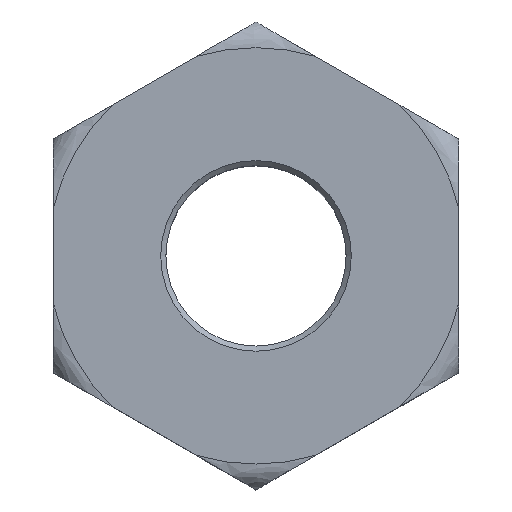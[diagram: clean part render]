
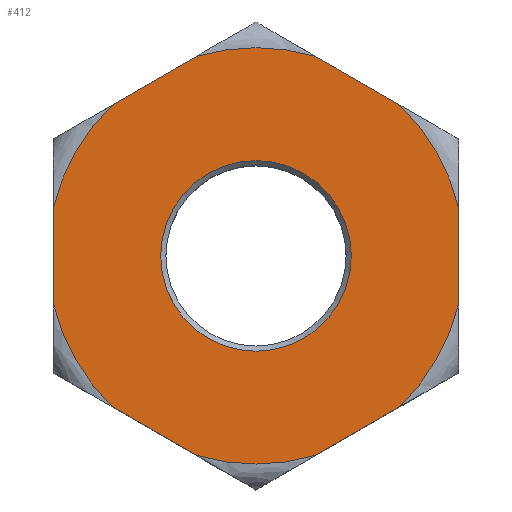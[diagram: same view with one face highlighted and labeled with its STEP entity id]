
A CAD part, top view. The second image highlights one B-rep face of the part: STEP entity #412.
In plain terms, the highlighted planar face has unit normal (0, 0, 1).
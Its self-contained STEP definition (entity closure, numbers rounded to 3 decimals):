
#56=FACE_BOUND('',#101,.T.);
#64=PLANE('',#461);
#76=FACE_OUTER_BOUND('',#100,.T.);
#100=EDGE_LOOP('',(#351,#352,#353,#354,#355,#356,#357,#358,#359,#360,#361,
#362));
#101=EDGE_LOOP('',(#363));
#124=LINE('',#661,#145);
#127=LINE('',#719,#148);
#129=LINE('',#786,#150);
#131=LINE('',#829,#152);
#133=LINE('',#884,#154);
#134=LINE('',#948,#155);
#145=VECTOR('',#527,1000.);
#148=VECTOR('',#532,1000.);
#150=VECTOR('',#536,1000.);
#152=VECTOR('',#540,1000.);
#154=VECTOR('',#544,1000.);
#155=VECTOR('',#547,1000.);
#160=CIRCLE('',#446,1.853);
#167=CIRCLE('',#462,4.046);
#168=CIRCLE('',#463,4.046);
#169=CIRCLE('',#464,4.046);
#170=CIRCLE('',#465,4.046);
#171=CIRCLE('',#466,4.046);
#172=CIRCLE('',#467,4.046);
#177=VERTEX_POINT('',#601);
#192=VERTEX_POINT('',#647);
#193=VERTEX_POINT('',#660);
#198=VERTEX_POINT('',#705);
#199=VERTEX_POINT('',#718);
#202=VERTEX_POINT('',#772);
#203=VERTEX_POINT('',#785);
#206=VERTEX_POINT('',#815);
#207=VERTEX_POINT('',#828);
#210=VERTEX_POINT('',#870);
#211=VERTEX_POINT('',#883);
#212=VERTEX_POINT('',#934);
#213=VERTEX_POINT('',#947);
#220=EDGE_CURVE('',#177,#177,#160,.T.);
#237=EDGE_CURVE('',#193,#192,#124,.T.);
#244=EDGE_CURVE('',#199,#198,#127,.T.);
#251=EDGE_CURVE('',#203,#202,#129,.T.);
#256=EDGE_CURVE('',#207,#206,#131,.T.);
#262=EDGE_CURVE('',#211,#210,#133,.T.);
#268=EDGE_CURVE('',#213,#212,#134,.T.);
#270=EDGE_CURVE('',#212,#193,#167,.T.);
#271=EDGE_CURVE('',#192,#199,#168,.T.);
#272=EDGE_CURVE('',#198,#203,#169,.T.);
#273=EDGE_CURVE('',#202,#207,#170,.T.);
#274=EDGE_CURVE('',#206,#211,#171,.T.);
#275=EDGE_CURVE('',#210,#213,#172,.T.);
#351=ORIENTED_EDGE('',*,*,#268,.T.);
#352=ORIENTED_EDGE('',*,*,#270,.T.);
#353=ORIENTED_EDGE('',*,*,#237,.T.);
#354=ORIENTED_EDGE('',*,*,#271,.T.);
#355=ORIENTED_EDGE('',*,*,#244,.T.);
#356=ORIENTED_EDGE('',*,*,#272,.T.);
#357=ORIENTED_EDGE('',*,*,#251,.T.);
#358=ORIENTED_EDGE('',*,*,#273,.T.);
#359=ORIENTED_EDGE('',*,*,#256,.T.);
#360=ORIENTED_EDGE('',*,*,#274,.T.);
#361=ORIENTED_EDGE('',*,*,#262,.T.);
#362=ORIENTED_EDGE('',*,*,#275,.T.);
#363=ORIENTED_EDGE('',*,*,#220,.F.);
#412=ADVANCED_FACE('',(#76,#56),#64,.T.);
#446=AXIS2_PLACEMENT_3D('',#603,#499,#500);
#461=AXIS2_PLACEMENT_3D('',#961,#548,#549);
#462=AXIS2_PLACEMENT_3D('',#962,#550,#551);
#463=AXIS2_PLACEMENT_3D('',#963,#552,#553);
#464=AXIS2_PLACEMENT_3D('',#964,#554,#555);
#465=AXIS2_PLACEMENT_3D('',#965,#556,#557);
#466=AXIS2_PLACEMENT_3D('',#966,#558,#559);
#467=AXIS2_PLACEMENT_3D('',#967,#560,#561);
#499=DIRECTION('center_axis',(0.,0.,1.));
#500=DIRECTION('ref_axis',(1.,0.,0.));
#527=DIRECTION('',(-0.866,0.5,0.));
#532=DIRECTION('',(-0.866,-0.5,0.));
#536=DIRECTION('',(0.,-1.,0.));
#540=DIRECTION('',(0.866,-0.5,0.));
#544=DIRECTION('',(0.866,0.5,0.));
#547=DIRECTION('',(0.,1.,0.));
#548=DIRECTION('center_axis',(0.,0.,1.));
#549=DIRECTION('ref_axis',(1.,0.,0.));
#550=DIRECTION('center_axis',(0.,0.,1.));
#551=DIRECTION('ref_axis',(1.,0.,0.));
#552=DIRECTION('center_axis',(0.,0.,1.));
#553=DIRECTION('ref_axis',(1.,0.,0.));
#554=DIRECTION('center_axis',(0.,0.,1.));
#555=DIRECTION('ref_axis',(1.,0.,0.));
#556=DIRECTION('center_axis',(0.,0.,1.));
#557=DIRECTION('ref_axis',(1.,0.,0.));
#558=DIRECTION('center_axis',(0.,0.,1.));
#559=DIRECTION('ref_axis',(1.,0.,0.));
#560=DIRECTION('center_axis',(0.,0.,1.));
#561=DIRECTION('ref_axis',(1.,0.,0.));
#601=CARTESIAN_POINT('',(-1.853,0.,1.397));
#603=CARTESIAN_POINT('Origin',(0.,0.,1.397));
#647=CARTESIAN_POINT('',(1.16,3.876,1.397));
#660=CARTESIAN_POINT('',(2.777,2.943,1.397));
#661=CARTESIAN_POINT('',(3.937,2.273,1.397));
#705=CARTESIAN_POINT('',(-2.777,2.943,1.397));
#718=CARTESIAN_POINT('',(-1.16,3.876,1.397));
#719=CARTESIAN_POINT('',(0.,4.546,1.397));
#772=CARTESIAN_POINT('',(-3.937,-0.933,1.397));
#785=CARTESIAN_POINT('',(-3.937,0.933,1.397));
#786=CARTESIAN_POINT('',(-3.937,2.273,1.397));
#815=CARTESIAN_POINT('',(-1.16,-3.876,1.397));
#828=CARTESIAN_POINT('',(-2.777,-2.943,1.397));
#829=CARTESIAN_POINT('',(-3.937,-2.273,1.397));
#870=CARTESIAN_POINT('',(2.777,-2.943,1.397));
#883=CARTESIAN_POINT('',(1.16,-3.876,1.397));
#884=CARTESIAN_POINT('',(0.,-4.546,1.397));
#934=CARTESIAN_POINT('',(3.937,0.933,1.397));
#947=CARTESIAN_POINT('',(3.937,-0.933,1.397));
#948=CARTESIAN_POINT('',(3.937,-2.273,1.397));
#961=CARTESIAN_POINT('Origin',(-3.937,6.819,1.397));
#962=CARTESIAN_POINT('Origin',(0.,0.,1.397));
#963=CARTESIAN_POINT('Origin',(0.,0.,1.397));
#964=CARTESIAN_POINT('Origin',(0.,0.,1.397));
#965=CARTESIAN_POINT('Origin',(0.,0.,1.397));
#966=CARTESIAN_POINT('Origin',(0.,0.,1.397));
#967=CARTESIAN_POINT('Origin',(0.,0.,1.397));
